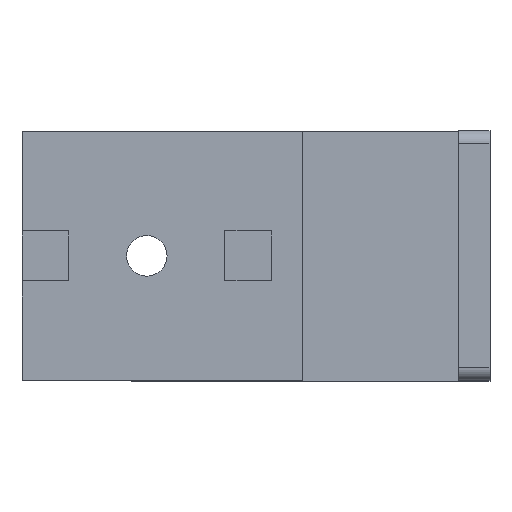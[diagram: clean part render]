
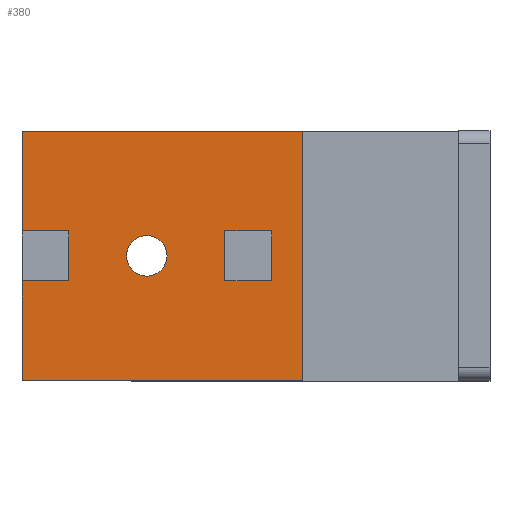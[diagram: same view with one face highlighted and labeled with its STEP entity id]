
A CAD part, top view. The second image highlights one B-rep face of the part: STEP entity #380.
In plain terms, the highlighted planar face has unit normal (0, 0, 1).
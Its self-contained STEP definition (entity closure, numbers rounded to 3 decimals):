
#75=CARTESIAN_POINT('',(-30.,4.,-40.));
#76=VERTEX_POINT('',#75);
#83=CARTESIAN_POINT('',(-37.5,4.,-40.));
#84=VERTEX_POINT('',#83);
#85=CARTESIAN_POINT('',(-9.375,4.,-40.));
#86=DIRECTION('',(1.,0.,-0.));
#87=VECTOR('',#86,75.);
#88=LINE('',#85,#87);
#89=EDGE_CURVE('',#84,#76,#88,.T.);
#113=CARTESIAN_POINT('',(-30.,-4.,-40.));
#114=VERTEX_POINT('',#113);
#121=CARTESIAN_POINT('',(-30.,130.,-40.));
#122=DIRECTION('',(0.,-1.,0.));
#123=VECTOR('',#122,80.);
#124=LINE('',#121,#123);
#125=EDGE_CURVE('',#76,#114,#124,.T.);
#144=CARTESIAN_POINT('',(-37.5,-4.,-40.));
#145=VERTEX_POINT('',#144);
#152=CARTESIAN_POINT('',(65.625,-4.,-40.));
#153=DIRECTION('',(-1.,0.,0.));
#154=VECTOR('',#153,75.);
#155=LINE('',#152,#154);
#156=EDGE_CURVE('',#114,#145,#155,.T.);
#174=CARTESIAN_POINT('',(-37.5,50.,-40.));
#175=DIRECTION('',(0.,1.,0.));
#176=VECTOR('',#175,80.);
#177=LINE('',#174,#176);
#178=EDGE_CURVE('',#145,#84,#177,.T.);
#211=CARTESIAN_POINT('',(-62.5,4.,-40.));
#212=VERTEX_POINT('',#211);
#219=CARTESIAN_POINT('',(-70.,4.,-40.));
#220=VERTEX_POINT('',#219);
#221=CARTESIAN_POINT('',(-188.125,4.,-40.));
#222=DIRECTION('',(1.,0.,-0.));
#223=VECTOR('',#222,75.);
#224=LINE('',#221,#223);
#225=EDGE_CURVE('',#220,#212,#224,.T.);
#249=CARTESIAN_POINT('',(-62.5,-4.,-40.));
#250=VERTEX_POINT('',#249);
#257=CARTESIAN_POINT('',(-62.5,130.,-40.));
#258=DIRECTION('',(0.,-1.,0.));
#259=VECTOR('',#258,80.);
#260=LINE('',#257,#259);
#261=EDGE_CURVE('',#212,#250,#260,.T.);
#280=CARTESIAN_POINT('',(-70.,-4.,-40.));
#281=VERTEX_POINT('',#280);
#288=CARTESIAN_POINT('',(-113.125,-4.,-40.));
#289=DIRECTION('',(-1.,0.,0.));
#290=VECTOR('',#289,75.);
#291=LINE('',#288,#290);
#292=EDGE_CURVE('',#250,#281,#291,.T.);
#315=CARTESIAN_POINT('',(-47.5,-20.,-40.));
#316=DIRECTION('',(0.,0.,1.));
#317=DIRECTION('',(1.,0.,-0.));
#318=AXIS2_PLACEMENT_3D('',#315,#316,#317);
#319=PLANE('',#318);
#320=CARTESIAN_POINT('',(-46.75,0.,-40.));
#321=VERTEX_POINT('',#320);
#322=CARTESIAN_POINT('',(-50.,0.,-40.));
#323=DIRECTION('',(-0.,0.,-1.));
#324=DIRECTION('',(-1.,0.,0.));
#325=AXIS2_PLACEMENT_3D('',#322,#323,#324);
#326=CIRCLE('',#325,3.25);
#327=EDGE_CURVE('',#321,#321,#326,.T.);
#328=ORIENTED_EDGE('',*,*,#327,.T.);
#329=EDGE_LOOP('',(#328));
#330=FACE_BOUND('',#329,.T.);
#331=ORIENTED_EDGE('',*,*,#89,.T.);
#332=ORIENTED_EDGE('',*,*,#125,.T.);
#333=ORIENTED_EDGE('',*,*,#156,.T.);
#334=ORIENTED_EDGE('',*,*,#178,.T.);
#335=EDGE_LOOP('',(#331,#332,#333,#334));
#336=FACE_BOUND('',#335,.T.);
#337=ORIENTED_EDGE('',*,*,#292,.T.);
#338=CARTESIAN_POINT('',(-70.,-20.,-40.));
#339=VERTEX_POINT('',#338);
#340=CARTESIAN_POINT('',(-70.,-20.,-40.));
#341=DIRECTION('',(0.,1.,0.));
#342=VECTOR('',#341,160.);
#343=LINE('',#340,#342);
#344=EDGE_CURVE('',#339,#281,#343,.T.);
#345=ORIENTED_EDGE('',*,*,#344,.F.);
#346=CARTESIAN_POINT('',(-25.,-20.,-40.));
#347=VERTEX_POINT('',#346);
#348=CARTESIAN_POINT('',(-25.,-20.,-40.));
#349=DIRECTION('',(-1.,0.,0.));
#350=VECTOR('',#349,450.);
#351=LINE('',#348,#350);
#352=EDGE_CURVE('',#347,#339,#351,.T.);
#353=ORIENTED_EDGE('',*,*,#352,.F.);
#354=CARTESIAN_POINT('',(-25.,20.,-40.));
#355=VERTEX_POINT('',#354);
#356=CARTESIAN_POINT('',(-25.,-20.,-40.));
#357=DIRECTION('',(0.,1.,0.));
#358=VECTOR('',#357,400.);
#359=LINE('',#356,#358);
#360=EDGE_CURVE('',#347,#355,#359,.T.);
#361=ORIENTED_EDGE('',*,*,#360,.T.);
#362=CARTESIAN_POINT('',(-70.,20.,-40.));
#363=VERTEX_POINT('',#362);
#364=CARTESIAN_POINT('',(-25.,20.,-40.));
#365=DIRECTION('',(-1.,0.,0.));
#366=VECTOR('',#365,450.);
#367=LINE('',#364,#366);
#368=EDGE_CURVE('',#355,#363,#367,.T.);
#369=ORIENTED_EDGE('',*,*,#368,.T.);
#370=CARTESIAN_POINT('',(-70.,220.,-40.));
#371=DIRECTION('',(0.,1.,0.));
#372=VECTOR('',#371,160.);
#373=LINE('',#370,#372);
#374=EDGE_CURVE('',#220,#363,#373,.T.);
#375=ORIENTED_EDGE('',*,*,#374,.F.);
#376=ORIENTED_EDGE('',*,*,#225,.T.);
#377=ORIENTED_EDGE('',*,*,#261,.T.);
#378=EDGE_LOOP('',(#337,#345,#353,#361,#369,#375,#376,#377));
#379=FACE_BOUND('',#378,.T.);
#380=ADVANCED_FACE('',(#330,#336,#379),#319,.T.);
